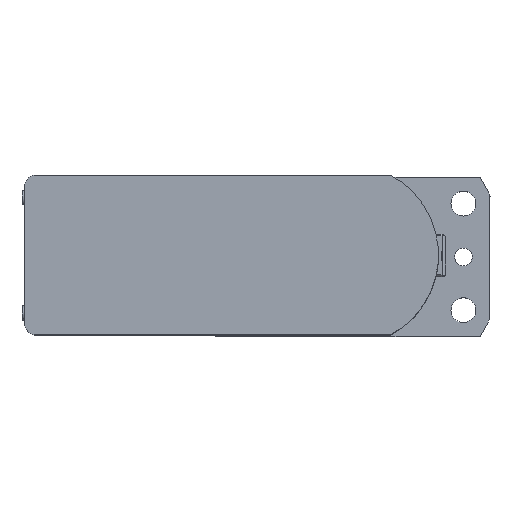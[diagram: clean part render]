
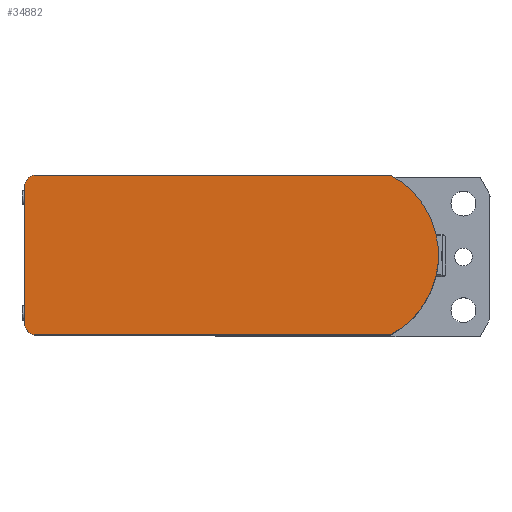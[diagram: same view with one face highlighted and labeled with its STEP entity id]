
A CAD part, top view. The second image highlights one B-rep face of the part: STEP entity #34882.
In plain terms, the highlighted planar face has unit normal (0, 0, 1).
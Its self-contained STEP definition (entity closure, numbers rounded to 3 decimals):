
#1406=PLANE('',#37979);
#3311=FACE_OUTER_BOUND('',#5244,.T.);
#5244=EDGE_LOOP('',(#28662,#28663,#28664,#28665,#28666,#28667));
#7030=CIRCLE('',#37965,51.);
#7034=CIRCLE('',#37971,6.6);
#7038=CIRCLE('',#37977,6.6);
#9836=LINE('',#58709,#12532);
#9842=LINE('',#58725,#12538);
#9846=LINE('',#58740,#12542);
#12532=VECTOR('',#46330,10.);
#12538=VECTOR('',#46344,10.);
#12542=VECTOR('',#46360,10.);
#15554=VERTEX_POINT('',#58654);
#15555=VERTEX_POINT('',#58656);
#15562=VERTEX_POINT('',#58707);
#15564=VERTEX_POINT('',#58713);
#15568=VERTEX_POINT('',#58723);
#15572=VERTEX_POINT('',#58733);
#20126=EDGE_CURVE('',#15555,#15554,#7030,.T.);
#20135=EDGE_CURVE('',#15554,#15562,#9836,.T.);
#20138=EDGE_CURVE('',#15562,#15564,#7034,.T.);
#20143=EDGE_CURVE('',#15564,#15568,#9842,.T.);
#20148=EDGE_CURVE('',#15568,#15572,#7038,.T.);
#20151=EDGE_CURVE('',#15572,#15555,#9846,.T.);
#28662=ORIENTED_EDGE('',*,*,#20126,.T.);
#28663=ORIENTED_EDGE('',*,*,#20135,.T.);
#28664=ORIENTED_EDGE('',*,*,#20138,.T.);
#28665=ORIENTED_EDGE('',*,*,#20143,.T.);
#28666=ORIENTED_EDGE('',*,*,#20148,.T.);
#28667=ORIENTED_EDGE('',*,*,#20151,.T.);
#34882=ADVANCED_FACE('',(#3311),#1406,.T.);
#37965=AXIS2_PLACEMENT_3D('',#58657,#46318,#46319);
#37971=AXIS2_PLACEMENT_3D('',#58715,#46336,#46337);
#37977=AXIS2_PLACEMENT_3D('',#58735,#46354,#46355);
#37979=AXIS2_PLACEMENT_3D('',#58741,#46361,#46362);
#46318=DIRECTION('center_axis',(0.,0.,
1.));
#46319=DIRECTION('ref_axis',(0.471,-0.882,0.));
#46330=DIRECTION('',(-1.,0.,0.));
#46336=DIRECTION('center_axis',(0.,0.,
1.));
#46337=DIRECTION('ref_axis',(0.,1.,0.));
#46344=DIRECTION('',(0.,-1.,0.));
#46354=DIRECTION('center_axis',(0.,0.,
1.));
#46355=DIRECTION('ref_axis',(-1.,0.,0.));
#46360=DIRECTION('',(1.,0.,0.));
#46361=DIRECTION('center_axis',(0.,0.,
1.));
#46362=DIRECTION('ref_axis',(1.,0.,0.));
#58654=CARTESIAN_POINT('',(24.003,45.,622.));
#58656=CARTESIAN_POINT('',(24.003,-45.,622.));
#58657=CARTESIAN_POINT('Origin',(0.003,0.,
622.));
#58707=CARTESIAN_POINT('',(-175.397,45.,622.));
#58709=CARTESIAN_POINT('',(24.003,45.,622.));
#58713=CARTESIAN_POINT('',(-181.997,38.4,622.));
#58715=CARTESIAN_POINT('Origin',(-175.397,38.4,622.));
#58723=CARTESIAN_POINT('',(-181.997,-38.4,622.));
#58725=CARTESIAN_POINT('',(-181.997,38.4,622.));
#58733=CARTESIAN_POINT('',(-175.397,-45.,622.));
#58735=CARTESIAN_POINT('Origin',(-175.397,-38.4,622.));
#58740=CARTESIAN_POINT('',(-175.397,-45.,622.));
#58741=CARTESIAN_POINT('Origin',(-75.833,0.,
622.));
